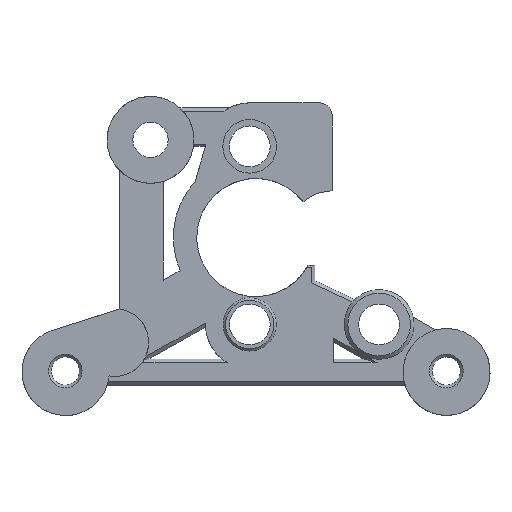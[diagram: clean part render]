
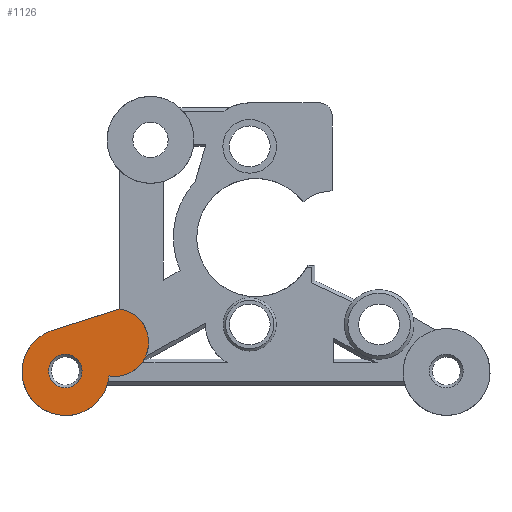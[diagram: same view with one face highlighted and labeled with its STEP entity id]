
A CAD part, front view. The second image highlights one B-rep face of the part: STEP entity #1126.
In plain terms, the highlighted planar face has unit normal (0, -1, 0).
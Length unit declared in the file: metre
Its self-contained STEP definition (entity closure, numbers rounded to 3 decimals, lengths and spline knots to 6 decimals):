
#21=LINE('',#1715,#112);
#112=VECTOR('',#1358,1.);
#240=PLANE('',#1220);
#307=ORIENTED_EDGE('',*,*,#620,.F.);
#308=ORIENTED_EDGE('',*,*,#621,.F.);
#309=ORIENTED_EDGE('',*,*,#622,.T.);
#310=ORIENTED_EDGE('',*,*,#603,.F.);
#603=EDGE_CURVE('',#762,#758,#21,.T.);
#620=EDGE_CURVE('',#778,#778,#872,.T.);
#621=EDGE_CURVE('',#779,#762,#873,.T.);
#622=EDGE_CURVE('',#779,#758,#874,.T.);
#758=VERTEX_POINT('',#1707);
#762=VERTEX_POINT('',#1714);
#778=VERTEX_POINT('',#1757);
#779=VERTEX_POINT('',#1759);
#872=CIRCLE('',#1221,0.001925);
#873=CIRCLE('',#1222,0.00502);
#874=CIRCLE('',#1223,0.003902);
#934=EDGE_LOOP('',(#307));
#935=EDGE_LOOP('',(#308,#309,#310));
#1032=FACE_BOUND('',#934,.T.);
#1033=FACE_BOUND('',#935,.T.);
#1126=ADVANCED_FACE('',(#1032,#1033),#240,.F.);
#1220=AXIS2_PLACEMENT_3D('',#1755,#1400,#1401);
#1221=AXIS2_PLACEMENT_3D('',#1756,#1402,#1403);
#1222=AXIS2_PLACEMENT_3D('',#1758,#1404,#1405);
#1223=AXIS2_PLACEMENT_3D('',#1760,#1406,#1407);
#1358=DIRECTION('',(0.953,0.,0.304));
#1400=DIRECTION('',(0.,1.,0.));
#1401=DIRECTION('',(1.,0.,0.));
#1402=DIRECTION('',(0.,-1.,0.));
#1403=DIRECTION('',(0.,0.,-1.));
#1404=DIRECTION('',(0.,1.,0.));
#1405=DIRECTION('',(0.,0.,-1.));
#1406=DIRECTION('',(0.,-1.,0.));
#1407=DIRECTION('',(0.,0.,-1.));
#1707=CARTESIAN_POINT('',(-0.071407,0.021463,0.082149));
#1714=CARTESIAN_POINT('',(-0.07878,0.021463,0.079796));
#1715=CARTESIAN_POINT('',(-0.07878,0.021463,0.079796));
#1755=CARTESIAN_POINT('',(-0.055717,0.021463,0.088254));
#1756=CARTESIAN_POINT('',(-0.077668,0.021463,0.075013));
#1757=CARTESIAN_POINT('',(-0.077668,0.021463,0.073088));
#1758=CARTESIAN_POINT('',(-0.077635,0.021463,0.074908));
#1759=CARTESIAN_POINT('',(-0.072636,0.021463,0.074443));
#1760=CARTESIAN_POINT('',(-0.071986,0.021463,0.07829));
